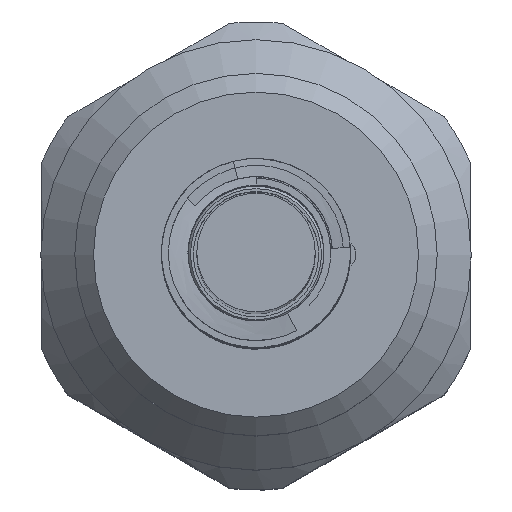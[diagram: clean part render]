
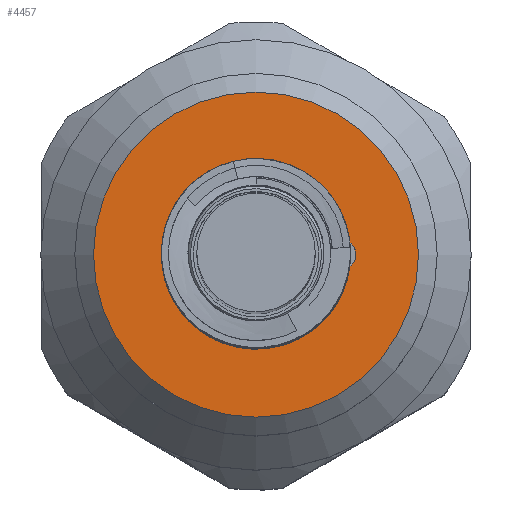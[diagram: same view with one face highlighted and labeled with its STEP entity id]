
A CAD part, top view. The second image highlights one B-rep face of the part: STEP entity #4457.
In plain terms, the highlighted planar face has unit normal (0, 0, 1).
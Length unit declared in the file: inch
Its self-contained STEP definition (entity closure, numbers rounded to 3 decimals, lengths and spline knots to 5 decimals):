
#60=FACE_BOUND('',#811,.T.);
#497=FACE_OUTER_BOUND('',#810,.T.);
#810=EDGE_LOOP('',(#2981));
#811=EDGE_LOOP('',(#2982,#2983,#2984,#2985,#2986,#2987,#2988,#2989,#2990));
#1296=LINE('',#7616,#1491);
#1303=LINE('',#8862,#1498);
#1304=LINE('',#9434,#1499);
#1491=VECTOR('',#5321,0.3937);
#1498=VECTOR('',#5336,0.3937);
#1499=VECTOR('',#5347,0.3937);
#1690=CIRCLE('',#4784,0.1225);
#1691=CIRCLE('',#4786,0.1515);
#1692=CIRCLE('',#4787,0.1515);
#1693=CIRCLE('',#4789,0.12);
#1698=CIRCLE('',#4799,0.2605);
#1699=CIRCLE('',#4800,0.025);
#1700=CIRCLE('',#4801,0.025);
#1906=VERTEX_POINT('',#6487);
#1910=VERTEX_POINT('',#6496);
#1913=VERTEX_POINT('',#6501);
#1915=VERTEX_POINT('',#6506);
#1941=VERTEX_POINT('',#7520);
#1942=VERTEX_POINT('',#7615);
#1957=VERTEX_POINT('',#8861);
#1958=VERTEX_POINT('',#8961);
#1959=VERTEX_POINT('',#9433);
#1962=VERTEX_POINT('',#10104);
#2355=EDGE_CURVE('',#1942,#1941,#1296,.T.);
#2375=EDGE_CURVE('',#1957,#1915,#1303,.T.);
#2377=EDGE_CURVE('',#1941,#1957,#1690,.T.);
#2378=EDGE_CURVE('',#1910,#1942,#1691,.T.);
#2379=EDGE_CURVE('',#1958,#1913,#1692,.T.);
#2381=EDGE_CURVE('',#1959,#1958,#1304,.T.);
#2383=EDGE_CURVE('',#1959,#1906,#1693,.T.);
#2394=EDGE_CURVE('',#1962,#1962,#1698,.T.);
#2395=EDGE_CURVE('',#1915,#1906,#1699,.T.);
#2396=EDGE_CURVE('',#1913,#1910,#1700,.T.);
#2981=ORIENTED_EDGE('',*,*,#2394,.F.);
#2982=ORIENTED_EDGE('',*,*,#2375,.T.);
#2983=ORIENTED_EDGE('',*,*,#2395,.T.);
#2984=ORIENTED_EDGE('',*,*,#2383,.F.);
#2985=ORIENTED_EDGE('',*,*,#2381,.T.);
#2986=ORIENTED_EDGE('',*,*,#2379,.T.);
#2987=ORIENTED_EDGE('',*,*,#2396,.T.);
#2988=ORIENTED_EDGE('',*,*,#2378,.T.);
#2989=ORIENTED_EDGE('',*,*,#2355,.T.);
#2990=ORIENTED_EDGE('',*,*,#2377,.T.);
#3981=PLANE('',#4798);
#4457=ADVANCED_FACE('',(#497,#60),#3981,.T.);
#4784=AXIS2_PLACEMENT_3D('',#8958,#5339,#5340);
#4786=AXIS2_PLACEMENT_3D('',#8960,#5343,#5344);
#4787=AXIS2_PLACEMENT_3D('',#8962,#5345,#5346);
#4789=AXIS2_PLACEMENT_3D('',#9530,#5350,#5351);
#4798=AXIS2_PLACEMENT_3D('',#10103,#5372,#5373);
#4799=AXIS2_PLACEMENT_3D('',#10105,#5374,#5375);
#4800=AXIS2_PLACEMENT_3D('',#10106,#5376,#5377);
#4801=AXIS2_PLACEMENT_3D('',#10107,#5378,#5379);
#5321=DIRECTION('',(-0.663,0.749,0.));
#5336=DIRECTION('',(0.984,-0.18,0.));
#5339=DIRECTION('center_axis',(0.,0.,1.));
#5340=DIRECTION('ref_axis',(0.,1.,0.));
#5343=DIRECTION('center_axis',(0.,0.,-1.));
#5344=DIRECTION('ref_axis',(0.,1.,0.));
#5345=DIRECTION('center_axis',(0.,0.,-1.));
#5346=DIRECTION('ref_axis',(0.,1.,0.));
#5347=DIRECTION('',(-0.856,-0.517,0.));
#5350=DIRECTION('center_axis',(0.,0.,1.));
#5351=DIRECTION('ref_axis',(-1.,0.,0.));
#5372=DIRECTION('center_axis',(0.,0.,1.));
#5373=DIRECTION('ref_axis',(0.,-1.,0.));
#5374=DIRECTION('center_axis',(0.,0.,-1.));
#5375=DIRECTION('ref_axis',(0.,-1.,0.));
#5376=DIRECTION('center_axis',(0.,0.,-1.));
#5377=DIRECTION('ref_axis',(1.,0.,0.));
#5378=DIRECTION('center_axis',(0.,0.,-1.));
#5379=DIRECTION('ref_axis',(1.,0.,0.));
#6487=CARTESIAN_POINT('',(-0.56427,0.30714,0.964));
#6496=CARTESIAN_POINT('',(-0.5326,0.30608,0.964));
#6501=CARTESIAN_POINT('',(-0.5326,0.34579,0.964));
#6506=CARTESIAN_POINT('',(-0.55782,0.30303,0.964));
#7520=CARTESIAN_POINT('',(-0.60156,0.23424,0.964));
#7615=CARTESIAN_POINT('',(-0.58233,0.21254,0.964));
#7616=CARTESIAN_POINT('',(-0.58233,0.21254,0.964));
#8861=CARTESIAN_POINT('',(-0.5623,0.30386,0.964));
#8862=CARTESIAN_POINT('',(-0.5623,0.30386,0.964));
#8958=CARTESIAN_POINT('Origin',(-0.68279,0.32594,0.964));
#8960=CARTESIAN_POINT('Origin',(-0.68279,0.32594,0.964));
#8961=CARTESIAN_POINT('',(-0.81244,0.24756,0.964));
#8962=CARTESIAN_POINT('Origin',(-0.68279,0.32594,0.964));
#9433=CARTESIAN_POINT('',(-0.78549,0.26386,0.964));
#9434=CARTESIAN_POINT('',(-0.78549,0.26386,0.964));
#9530=CARTESIAN_POINT('Origin',(-0.68279,0.32594,0.964));
#10103=CARTESIAN_POINT('Origin',(-0.45529,0.32594,0.964));
#10104=CARTESIAN_POINT('',(-0.68279,0.58644,0.964));
#10105=CARTESIAN_POINT('Origin',(-0.68279,0.32594,0.964));
#10106=CARTESIAN_POINT('Origin',(-0.54779,0.32594,0.964));
#10107=CARTESIAN_POINT('Origin',(-0.54779,0.32594,0.964));
